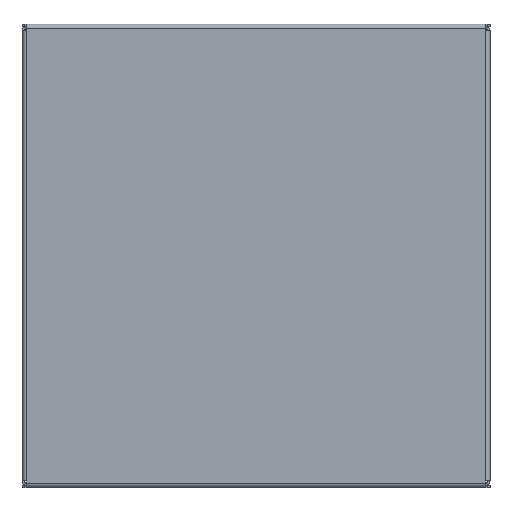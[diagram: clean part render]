
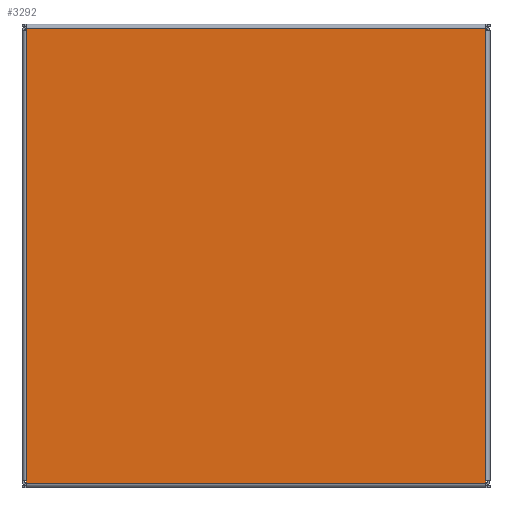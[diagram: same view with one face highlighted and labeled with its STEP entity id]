
A CAD part, top view. The second image highlights one B-rep face of the part: STEP entity #3292.
In plain terms, the highlighted planar face has unit normal (0, 0, 1).
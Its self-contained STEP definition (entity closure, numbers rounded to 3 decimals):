
#659=FACE_OUTER_BOUND('',#921,.T.);
#921=EDGE_LOOP('',(#3000,#3001,#3002,#3003,#3004,#3005,#3006,#3007));
#1162=LINE('',#5271,#1440);
#1167=LINE('',#5284,#1445);
#1183=LINE('',#5354,#1461);
#1186=LINE('',#5360,#1464);
#1189=LINE('',#5369,#1467);
#1193=LINE('',#5385,#1471);
#1197=LINE('',#5394,#1475);
#1199=LINE('',#5398,#1477);
#1440=VECTOR('',#4345,194.329);
#1445=VECTOR('',#4362,194.329);
#1461=VECTOR('',#4470,1.012);
#1464=VECTOR('',#4475,1.012);
#1467=VECTOR('',#4486,198.376);
#1471=VECTOR('',#4510,198.376);
#1475=VECTOR('',#4522,1.012);
#1477=VECTOR('',#4528,1.012);
#1726=VERTEX_POINT('',#5254);
#1729=VERTEX_POINT('',#5265);
#1730=VERTEX_POINT('',#5269);
#1732=VERTEX_POINT('',#5280);
#1740=VERTEX_POINT('',#5353);
#1742=VERTEX_POINT('',#5359);
#1744=VERTEX_POINT('',#5368);
#1746=VERTEX_POINT('',#5374);
#2106=EDGE_CURVE('',#1729,#1730,#1162,.T.);
#2113=EDGE_CURVE('',#1732,#1726,#1167,.T.);
#2143=EDGE_CURVE('',#1740,#1732,#1183,.T.);
#2146=EDGE_CURVE('',#1742,#1729,#1186,.T.);
#2151=EDGE_CURVE('',#1744,#1740,#1189,.T.);
#2160=EDGE_CURVE('',#1746,#1742,#1193,.T.);
#2165=EDGE_CURVE('',#1726,#1746,#1197,.T.);
#2167=EDGE_CURVE('',#1730,#1744,#1199,.T.);
#3000=ORIENTED_EDGE('',*,*,#2143,.T.);
#3001=ORIENTED_EDGE('',*,*,#2113,.T.);
#3002=ORIENTED_EDGE('',*,*,#2165,.T.);
#3003=ORIENTED_EDGE('',*,*,#2160,.T.);
#3004=ORIENTED_EDGE('',*,*,#2146,.T.);
#3005=ORIENTED_EDGE('',*,*,#2106,.T.);
#3006=ORIENTED_EDGE('',*,*,#2167,.T.);
#3007=ORIENTED_EDGE('',*,*,#2151,.T.);
#3115=PLANE('',#3614);
#3292=ADVANCED_FACE('',(#659),#3115,.T.);
#3614=AXIS2_PLACEMENT_3D('',#5400,#4531,#4532);
#4345=DIRECTION('',(0.,1.,0.));
#4362=DIRECTION('',(0.,-1.,0.));
#4470=DIRECTION('',(0.,-1.,0.));
#4475=DIRECTION('',(0.,1.,0.));
#4486=DIRECTION('',(-1.,0.,0.));
#4510=DIRECTION('',(1.,0.,0.));
#4522=DIRECTION('',(0.,-1.,0.));
#4528=DIRECTION('',(0.,1.,0.));
#4531=DIRECTION('center_axis',(0.,0.,1.));
#4532=DIRECTION('ref_axis',(1.,0.,0.));
#5254=CARTESIAN_POINT('',(-99.188,-97.164,0.912));
#5265=CARTESIAN_POINT('',(99.188,-97.164,0.912));
#5269=CARTESIAN_POINT('',(99.188,97.164,0.912));
#5271=CARTESIAN_POINT('',(99.188,-49.088,0.912));
#5280=CARTESIAN_POINT('',(-99.188,97.164,0.912));
#5284=CARTESIAN_POINT('',(-99.188,49.088,0.912));
#5353=CARTESIAN_POINT('',(-99.188,98.176,0.912));
#5354=CARTESIAN_POINT('',(-99.188,49.088,0.912));
#5359=CARTESIAN_POINT('',(99.188,-98.176,0.912));
#5360=CARTESIAN_POINT('',(99.188,-49.088,0.912));
#5368=CARTESIAN_POINT('',(99.188,98.176,0.912));
#5369=CARTESIAN_POINT('',(50.506,98.176,0.912));
#5374=CARTESIAN_POINT('',(-99.188,-98.176,0.912));
#5385=CARTESIAN_POINT('',(-50.506,-98.176,0.912));
#5394=CARTESIAN_POINT('',(-99.188,49.088,0.912));
#5398=CARTESIAN_POINT('',(99.188,-49.088,0.912));
#5400=CARTESIAN_POINT('Origin',(0.,0.,
0.912));
